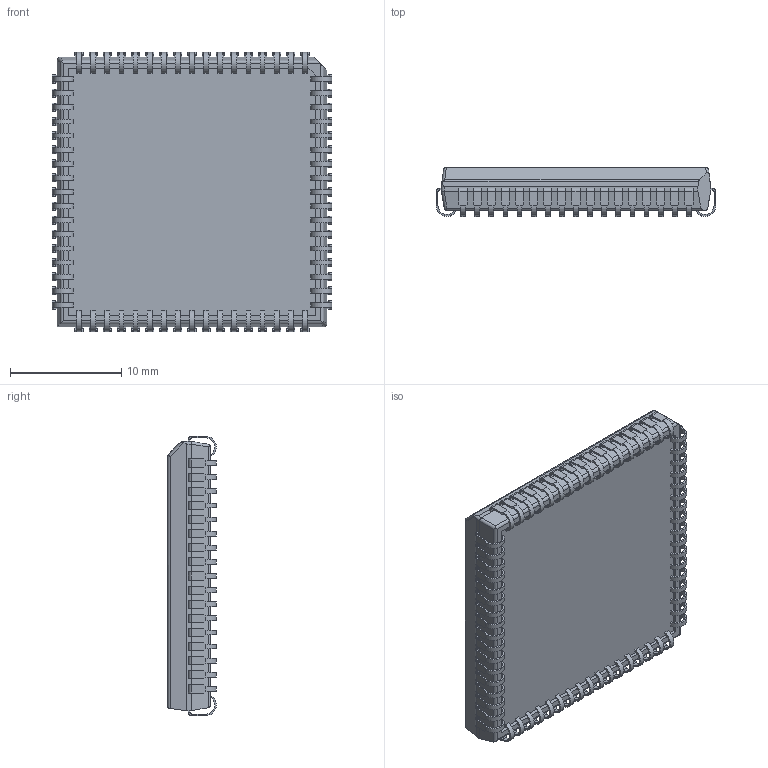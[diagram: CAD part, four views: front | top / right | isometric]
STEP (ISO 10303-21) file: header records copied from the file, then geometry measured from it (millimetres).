
FILE_DESCRIPTION (( 'STEP AP214' ), '1' );
FILE_NAME ('User Library-8051 MCU PLCC 68-pin package.STEP', '2010-11-01T03:07:05', ( 'sysAdmin' ), ( 'SolidWorks' ), 'SwSTEP 2.0', 'SolidWorks 2010', '' );
FILE_SCHEMA (( 'AUTOMOTIVE_DESIGN' ));
Length unit declared in the file: inch
Products named in the file (1): User Library-8051 MCU PLCC 68-pin package
Bounding box: 25.15 x 4.38 x 25.15 mm (x, y, z)
Volume: 2088.5 mm3; surface area: 1909.8 mm2
Topology: 1 solids, 1 shells, 1060 faces, 2960 edges, 1972 vertices
Faces by surface type: plane 771, cylinder 289
Entity records: 34401 total; most frequent: CARTESIAN_POINT 6500, ORIENTED_EDGE 5920, DIRECTION 5461, EDGE_CURVE 2960, VECTOR 2243, LINE 2243, VERTEX_POINT 1972, AXIS2_PLACEMENT_3D 1609
